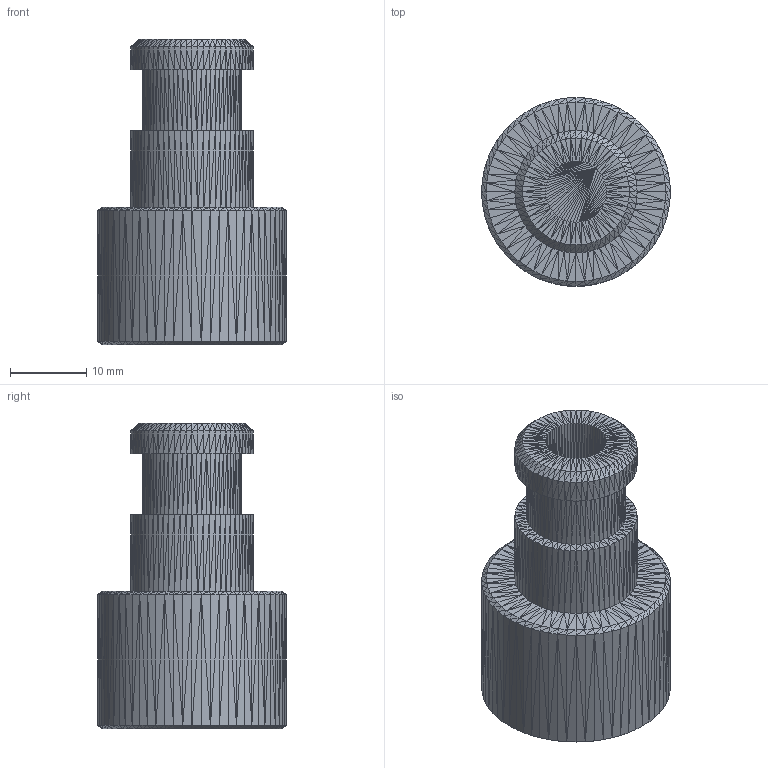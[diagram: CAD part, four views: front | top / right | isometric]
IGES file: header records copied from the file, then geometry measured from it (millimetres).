
Global section: file name: Stabilisateur 1.igs; native system: CAD Exchanger; preprocessor: CAD Exchanger 3.7.1 (cadexchanger.com); date: 20200213.174218; units: millimetre
Bounding box: 24.7 x 24.7 x 40 mm (x, y, z)
Surface area: 3985.7 mm2 (no closed solid volume)
Topology: 0 solids, 0 shells, 1932 faces, 5796 edges, 5796 vertices
Faces by surface type: plane 1932
